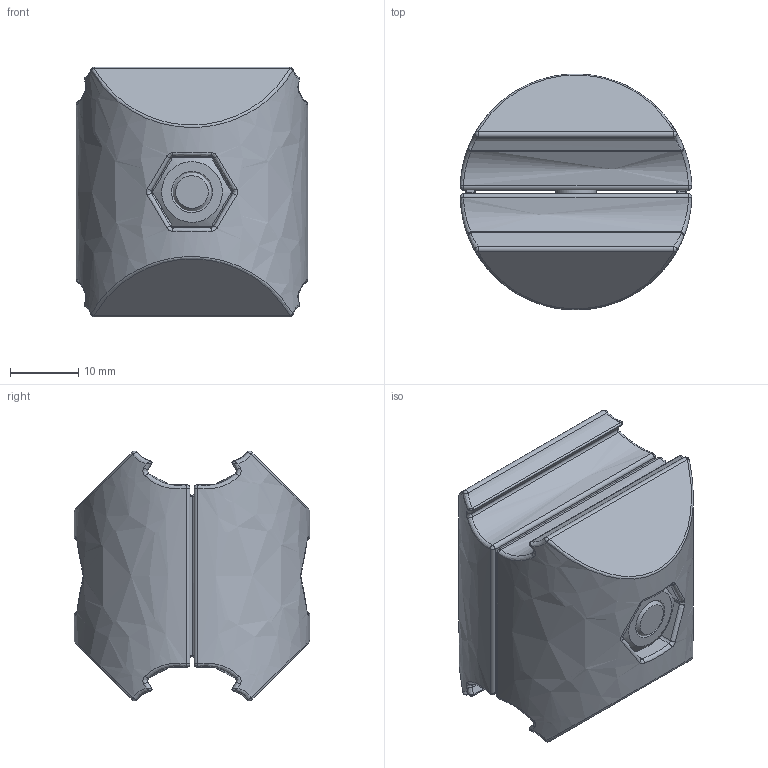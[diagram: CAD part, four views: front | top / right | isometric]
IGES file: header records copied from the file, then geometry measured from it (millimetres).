
Global section: file name: 350003; native system: Autodesk Inventor 2018; preprocessor: unknown; author: Swarna; date: 20190413.110753; units: millimetre
Bounding box: 33.98 x 34.58 x 36.65 mm (x, y, z)
Volume: 20525.5 mm3; surface area: 12907.4 mm2
Topology: 4 solids, 4 shells, 608 faces, 1337 edges, 728 vertices
Faces by surface type: bspline 608
